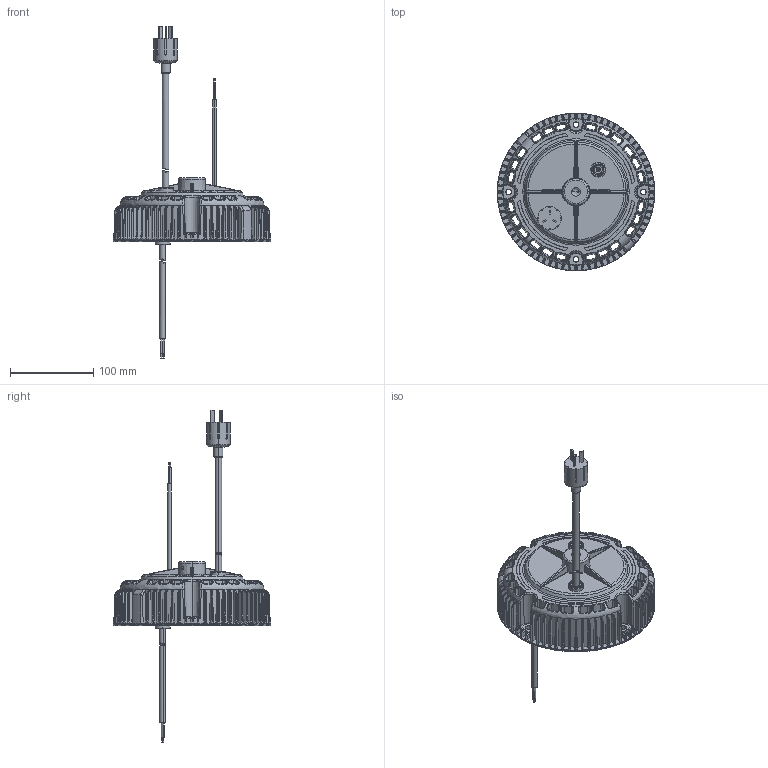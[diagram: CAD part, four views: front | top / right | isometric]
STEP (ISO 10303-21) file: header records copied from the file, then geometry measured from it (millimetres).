
FILE_DESCRIPTION (( 'STEP AP203' ), '1' );
FILE_NAME ('A7337_3D.STEP', '2020-03-20T02:08:51', ( 'pc' ), ( '' ), 'SwSTEP 2.0', 'SolidWorks 2012', '' );
FILE_SCHEMA (( 'CONFIG_CONTROL_DESIGN' ));
Products named in the file (9): A7337_3D; 覃嫖盄旰; 怀堤盄旰; 输入线束; 坫傻滅阨SR_6-8.5; A6271橈埽え; 4219120000328.A0; PCB; A6271俋褲
Assembly tree (10 placements, depth 2):
  A7337_3D
    A6271俋褲
    PCB
    4219120000328.A0
    A6271橈埽え
    坫傻滅阨SR_6-8.5  x3
    输入线束
    怀堤盄旰
    覃嫖盄旰
Bounding box: 189.83 x 189.83 x 399.87 mm (x, y, z)
Volume: 580444.3 mm3; surface area: 369142.8 mm2
Topology: 18 solids, 18 shells, 3928 faces, 9911 edges, 6022 vertices
Faces by surface type: plane 1272, bspline 851, cylinder 810, torus 543, cone 436, sphere 16
Entity records: 144894 total; most frequent: CARTESIAN_POINT 57983, ORIENTED_EDGE 19354, DIRECTION 16575, EDGE_CURVE 9677, AXIS2_PLACEMENT_3D 6418, VERTEX_POINT 5918, EDGE_LOOP 4041, FACE_OUTER_BOUND 3842
